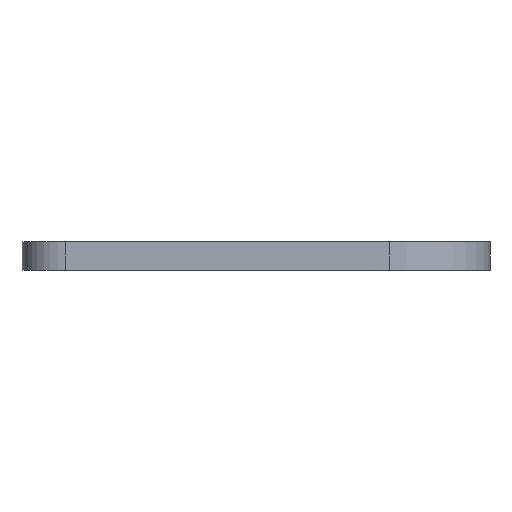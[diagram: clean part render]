
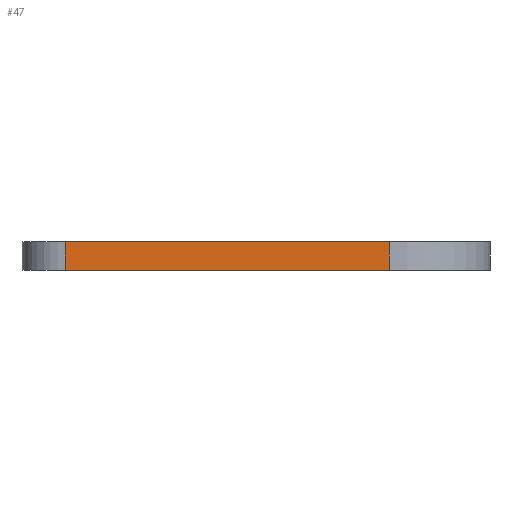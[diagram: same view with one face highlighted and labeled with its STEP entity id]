
A CAD part, left-side view. The second image highlights one B-rep face of the part: STEP entity #47.
In plain terms, the highlighted planar face has unit normal (-1, 0, 0).
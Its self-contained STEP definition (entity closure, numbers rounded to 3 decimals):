
#21 = CARTESIAN_POINT ( 'NONE',  ( 0., 29.5, 2. ) ) ;
#47 = ADVANCED_FACE ( 'NONE', ( #284 ), #657, .F. ) ;
#58 = ORIENTED_EDGE ( 'NONE', *, *, #511, .T. ) ;
#94 = EDGE_CURVE ( 'NONE', #556, #771, #463, .T. ) ;
#126 = CARTESIAN_POINT ( 'NONE',  ( 0., 7., 2. ) ) ;
#140 = CARTESIAN_POINT ( 'NONE',  ( 0., 29.5, 2. ) ) ;
#148 = ORIENTED_EDGE ( 'NONE', *, *, #478, .T. ) ;
#171 = LINE ( 'NONE', #126, #497 ) ;
#179 = VECTOR ( 'NONE', #593, 1000. ) ;
#284 = FACE_OUTER_BOUND ( 'NONE', #663, .T. ) ;
#309 = VERTEX_POINT ( 'NONE', #682 ) ;
#374 = DIRECTION ( 'NONE',  ( 0., 0., -1. ) ) ;
#377 = VECTOR ( 'NONE', #784, 1000. ) ;
#449 = VERTEX_POINT ( 'NONE', #630 ) ;
#463 = LINE ( 'NONE', #727, #377 ) ;
#478 = EDGE_CURVE ( 'NONE', #449, #771, #171, .T. ) ;
#497 = VECTOR ( 'NONE', #768, 1000. ) ;
#511 = EDGE_CURVE ( 'NONE', #556, #309, #732, .T. ) ;
#556 = VERTEX_POINT ( 'NONE', #140 ) ;
#565 = VECTOR ( 'NONE', #374, 1000. ) ;
#587 = CARTESIAN_POINT ( 'NONE',  ( 0., 32.5, 0. ) ) ;
#593 = DIRECTION ( 'NONE',  ( 0., -1., 0. ) ) ;
#597 = DIRECTION ( 'NONE',  ( 0., 1., 0. ) ) ;
#609 = CARTESIAN_POINT ( 'NONE',  ( 0., 7., 2. ) ) ;
#619 = DIRECTION ( 'NONE',  ( 1., 0., 0. ) ) ;
#630 = CARTESIAN_POINT ( 'NONE',  ( 0., 7., 0. ) ) ;
#634 = ORIENTED_EDGE ( 'NONE', *, *, #747, .T. ) ;
#657 = PLANE ( 'NONE',  #684 ) ;
#663 = EDGE_LOOP ( 'NONE', ( #634, #148, #743, #58 ) ) ;
#669 = LINE ( 'NONE', #587, #179 ) ;
#682 = CARTESIAN_POINT ( 'NONE',  ( 0., 29.5, 0. ) ) ;
#684 = AXIS2_PLACEMENT_3D ( 'NONE', #807, #619, #597 ) ;
#727 = CARTESIAN_POINT ( 'NONE',  ( 0., 32.5, 2. ) ) ;
#732 = LINE ( 'NONE', #21, #565 ) ;
#743 = ORIENTED_EDGE ( 'NONE', *, *, #94, .F. ) ;
#747 = EDGE_CURVE ( 'NONE', #309, #449, #669, .T. ) ;
#768 = DIRECTION ( 'NONE',  ( 0., 0., 1. ) ) ;
#771 = VERTEX_POINT ( 'NONE', #609 ) ;
#784 = DIRECTION ( 'NONE',  ( 0., -1., 0. ) ) ;
#807 = CARTESIAN_POINT ( 'NONE',  ( 0., 32.5, 2. ) ) ;
